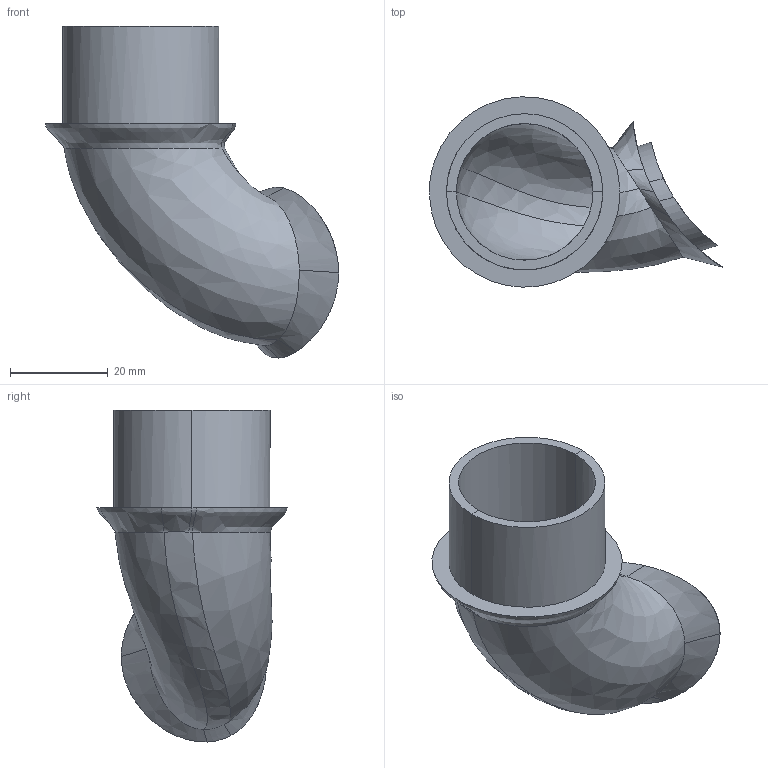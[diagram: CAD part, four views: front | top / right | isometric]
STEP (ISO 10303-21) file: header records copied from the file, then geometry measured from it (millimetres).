
FILE_DESCRIPTION(('CATIA V5 STEP Exchange'),'2;1');
FILE_NAME('hose_adapter.stp','2017-04-21T14:33:53+00:00',('none'),('none'),'CATIA Version 5-6 Release 2014','CATIA V5 STEP AP203','none');
FILE_SCHEMA(('CONFIG_CONTROL_DESIGN'));
Length unit declared in the file: millimetre
Products named in the file (1): Hose Adapter
Bounding box: 60.03 x 38.98 x 68 mm (x, y, z)
Volume: 13771 mm3; surface area: 13740.3 mm2
Topology: 1 solids, 1 shells, 48 faces, 120 edges, 74 vertices
Faces by surface type: bspline 38, cylinder 7, plane 3
Entity records: 8380 total; most frequent: CARTESIAN_POINT 7524, ORIENTED_EDGE 240, EDGE_CURVE 120, B_SPLINE_CURVE_WITH_KNOTS 98, VERTEX_POINT 74, EDGE_LOOP 50, ADVANCED_FACE 48, FACE_OUTER_BOUND 48
